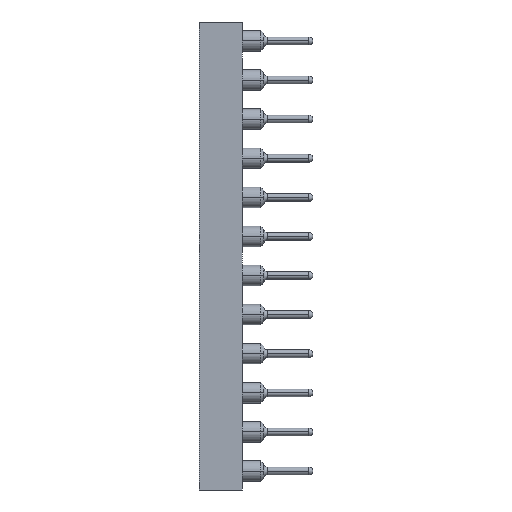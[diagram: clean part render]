
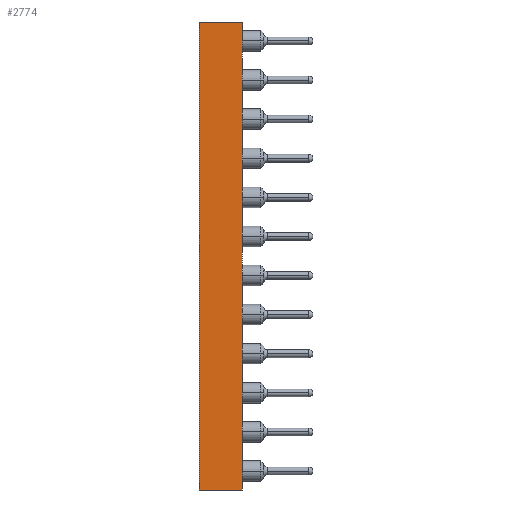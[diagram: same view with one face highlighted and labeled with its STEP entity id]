
A CAD part, left-side view. The second image highlights one B-rep face of the part: STEP entity #2774.
In plain terms, the highlighted planar face has unit normal (-1, 0, 0).
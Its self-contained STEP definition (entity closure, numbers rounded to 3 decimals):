
#2774=ADVANCED_FACE('',(#5658),#5659,.T.);
#5658=FACE_OUTER_BOUND('',#8549,.T.);
#5659=PLANE('',#8550);
#8549=EDGE_LOOP('',(#16089,#16090,#16091,#16092));
#8550=AXIS2_PLACEMENT_3D('',#16093,#16094,#16095);
#16089=ORIENTED_EDGE('',*,*,#19023,.T.);
#16090=ORIENTED_EDGE('',*,*,#19024,.F.);
#16091=ORIENTED_EDGE('',*,*,#18989,.T.);
#16092=ORIENTED_EDGE('',*,*,#19021,.T.);
#16093=CARTESIAN_POINT('',(-5.05,1.4,-15.2));
#16094=DIRECTION('',(-1.0,0.0,0.0));
#16095=DIRECTION('',(0.0,-1.0,0.0));
#18989=EDGE_CURVE('',#22998,#22996,#22999,.T.);
#19021=EDGE_CURVE('',#22996,#23043,#23045,.T.);
#19023=EDGE_CURVE('',#23043,#23047,#23048,.T.);
#19024=EDGE_CURVE('',#22998,#23047,#23049,.T.);
#22996=VERTEX_POINT('',#27709);
#22998=VERTEX_POINT('',#27712);
#22999=LINE('',#27713,#27714);
#23043=VERTEX_POINT('',#27780);
#23045=LINE('',#27783,#27784);
#23047=VERTEX_POINT('',#27786);
#23048=LINE('',#27787,#27788);
#23049=LINE('',#27789,#27790);
#27709=CARTESIAN_POINT('',(-5.05,0.,-15.2));
#27712=CARTESIAN_POINT('',(-5.05,2.8,-15.2));
#27713=CARTESIAN_POINT('',(-5.05,2.8,-15.2));
#27714=VECTOR('',#32192,1.0);
#27780=CARTESIAN_POINT('',(-5.05,0.,15.2));
#27783=CARTESIAN_POINT('',(-5.05,0.,-15.2));
#27784=VECTOR('',#32216,1.0);
#27786=CARTESIAN_POINT('',(-5.05,2.8,15.2));
#27787=CARTESIAN_POINT('',(-5.05,2.8,15.2));
#27788=VECTOR('',#32217,1.0);
#27789=CARTESIAN_POINT('',(-5.05,2.8,-15.2));
#27790=VECTOR('',#32218,1.0);
#32192=DIRECTION('',(0.0,-1.0,0.0));
#32216=DIRECTION('',(0.0,0.0,1.0));
#32217=DIRECTION('',(0.0,1.0,0.0));
#32218=DIRECTION('',(0.0,0.0,1.0));
